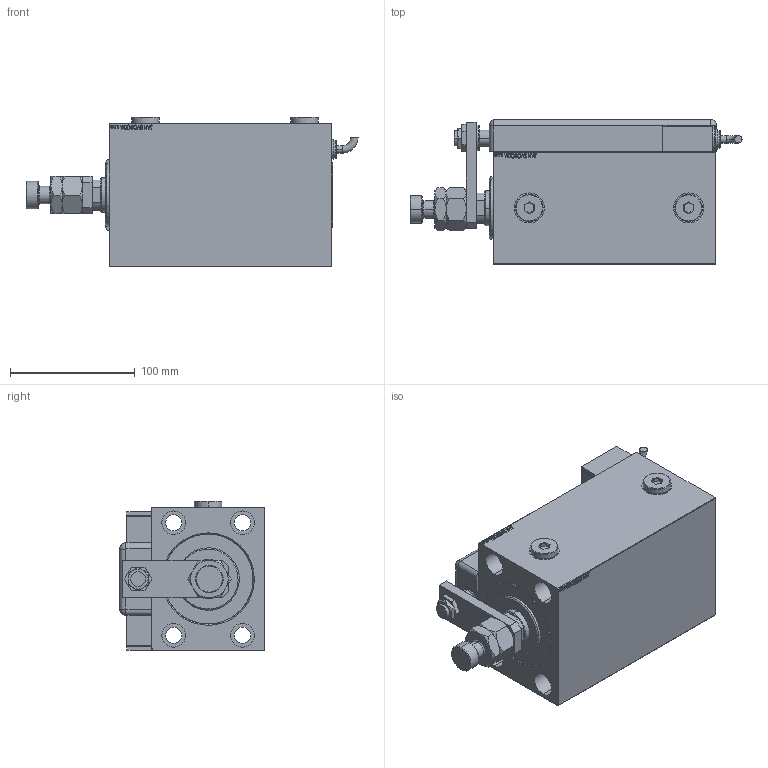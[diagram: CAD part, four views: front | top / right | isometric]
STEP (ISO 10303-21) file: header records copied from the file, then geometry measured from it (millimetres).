
FILE_DESCRIPTION (( 'STEP AP203' ), '1' );
FILE_NAME ('692b.STEP', '2024-02-11T13:10:23', ( '' ), ( '' ), 'SwSTEP 2.0', 'SolidWorks 2019', '' );
FILE_SCHEMA (( 'CONFIG_CONTROL_DESIGN' ));
Length unit declared in the file: millimetre
Products named in the file (15): MAGNETIC SWITCH Q 309f150562cd7d7af004ef45aab0ee52; 692b; ZARAZKA_Q 309f150562cd7d7af004ef45aab0ee52; Zatka_OIL_PORT 309f150562cd7d7af004ef45aab0ee52; KRYT 309f150562cd7d7af004ef45aab0ee52; V450CM_C_VCP 309f150562cd7d7af004ef45aab0ee52; TYC 309f150562cd7d7af004ef45aab0ee52; NUT_D19 309f150562cd7d7af004ef45aab0ee52; SWITCH_Q_FRONT_BACK 309f150562cd7d7af004ef45aab0ee52; V450CM_C_Body 309f150562cd7d7af004ef45aab0ee52; Q_T_W_MFA 309f150562cd7d7af004ef45aab0ee52; V450CM_VC_B 309f150562cd7d7af004ef45aab0ee52; NUT_D13 309f150562cd7d7af004ef45aab0ee52; SWITCH DIM A_G 309f150562cd7d7af004ef45aab0ee52; SWITCH Q 309f150562cd7d7af004ef45aab0ee52
Assembly tree (16 placements, depth 3):
  692b
    V450CM_C_Body 309f150562cd7d7af004ef45aab0ee52
    V450CM_C_VCP 309f150562cd7d7af004ef45aab0ee52
    V450CM_VC_B 309f150562cd7d7af004ef45aab0ee52
    MAGNETIC SWITCH Q 309f150562cd7d7af004ef45aab0ee52
      SWITCH_Q_FRONT_BACK 309f150562cd7d7af004ef45aab0ee52
      TYC 309f150562cd7d7af004ef45aab0ee52
      ZARAZKA_Q 309f150562cd7d7af004ef45aab0ee52
      SWITCH DIM A_G 309f150562cd7d7af004ef45aab0ee52
      NUT_D19 309f150562cd7d7af004ef45aab0ee52
      NUT_D13 309f150562cd7d7af004ef45aab0ee52
      KRYT 309f150562cd7d7af004ef45aab0ee52
      SWITCH Q 309f150562cd7d7af004ef45aab0ee52  x2
    Q_T_W_MFA 309f150562cd7d7af004ef45aab0ee52
    Zatka_OIL_PORT 309f150562cd7d7af004ef45aab0ee52  x2
Bounding box: 265.76 x 115.8 x 119.9 mm (x, y, z)
Volume: 1682508.5 mm3; surface area: 281286 mm2
Topology: 16 solids, 16 shells, 1355 faces, 3392 edges, 2221 vertices
Faces by surface type: plane 665, bspline 471, cylinder 137, cone 54, torus 26, sphere 2
Entity records: 62775 total; most frequent: CARTESIAN_POINT 33074, ORIENTED_EDGE 6508, DIRECTION 4262, EDGE_CURVE 3254, VERTEX_POINT 2137, VECTOR 1896, LINE 1896, EDGE_LOOP 1479
